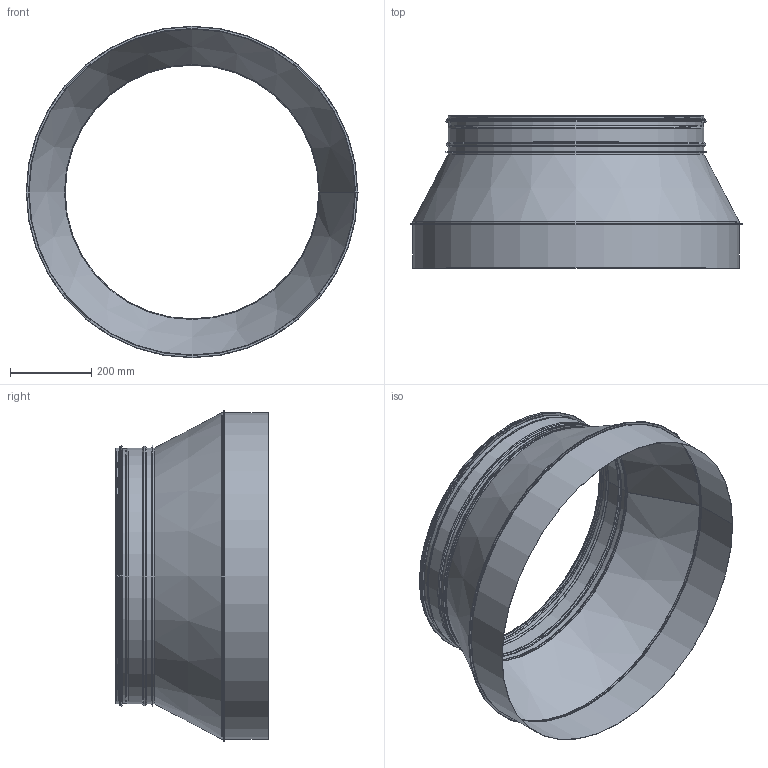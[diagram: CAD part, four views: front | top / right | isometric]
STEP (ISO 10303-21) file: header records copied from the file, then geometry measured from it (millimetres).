
FILE_DESCRIPTION((''),'2;1');
FILE_NAME('HFCM_800-630.stp','2014-02-19T14:12:35',(''),(''),'Autodesk Inventor 2013','Autodesk Inventor 2013','');
FILE_SCHEMA(('AUTOMOTIVE_DESIGN { 1 2 10303 214 0 1 1 1 }'));
Length unit declared in the file: millimetre
Products named in the file (6): HFCM_800-630; MuffMedFals-800; KonFallsadHFCM_800-630; HSGMedFals-630; HSGMedFalsRörämne-630; 999011
Assembly tree (5 placements, depth 3):
  HFCM_800-630
    MuffMedFals-800
    KonFallsadHFCM_800-630
    HSGMedFals-630
      HSGMedFalsRörämne-630
      999011
Bounding box: 815.75 x 374.48 x 815.75 mm (x, y, z)
Volume: 615170.6 mm3; surface area: 2111920.4 mm2
Topology: 4 solids, 4 shells, 157 faces, 309 edges, 163 vertices
Faces by surface type: plane 85, torus 36, cylinder 24, cone 12
Full cylindrical faces by diameter (mm): 622.9 x1, 623.9 x1, 625.1 x1, 627.5 x1, 627.7 x6, 628.7 x4, 631.7 x1, 634.1 x1, 639.1 x1, 642.7 x1, 800.8 x2, 801.8 x1, 802 x1, 803.8 x1, 813 x1
Entity records: 4205 total; most frequent: DIRECTION 782, CARTESIAN_POINT 626, ORIENTED_EDGE 590, AXIS2_PLACEMENT_3D 319, EDGE_CURVE 295, EDGE_LOOP 176, VERTEX_POINT 163, STYLED_ITEM 161
